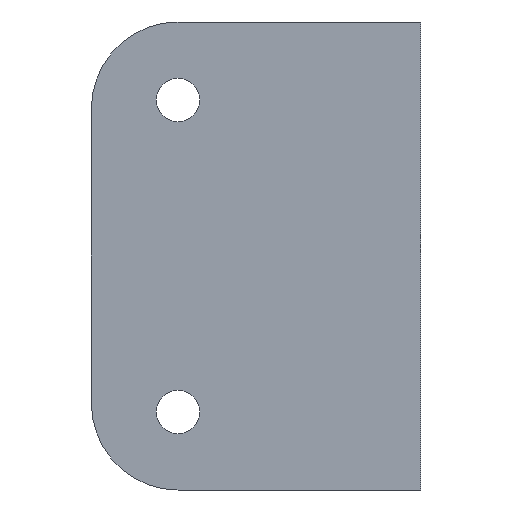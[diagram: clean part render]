
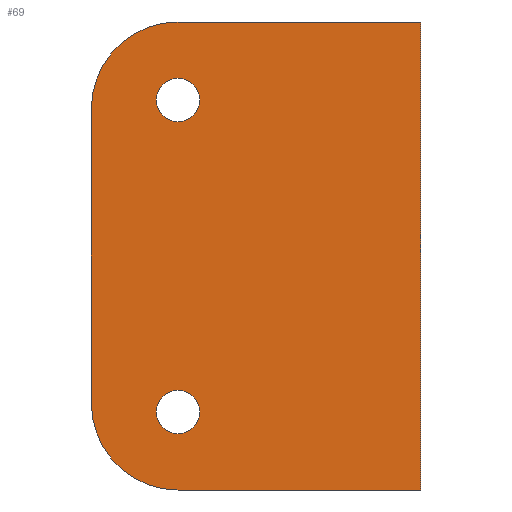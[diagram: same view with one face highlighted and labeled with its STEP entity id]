
A CAD part, front view. The second image highlights one B-rep face of the part: STEP entity #69.
In plain terms, the highlighted planar face has unit normal (0, -1, 0).
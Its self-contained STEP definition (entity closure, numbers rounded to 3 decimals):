
#18 = ORIENTED_EDGE ( 'NONE', *, *, #380, .F. ) ;
#32 = VERTEX_POINT ( 'NONE', #99 ) ;
#48 = ORIENTED_EDGE ( 'NONE', *, *, #137, .T. ) ;
#68 = DIRECTION ( 'NONE',  ( -1., 0., 0. ) ) ;
#69 = ADVANCED_FACE ( 'NONE', ( #743, #998, #829 ), #153, .T. ) ;
#73 = CARTESIAN_POINT ( 'NONE',  ( 10., 0., -54. ) ) ;
#80 = DIRECTION ( 'NONE',  ( 0., 1., 0. ) ) ;
#96 = EDGE_CURVE ( 'NONE', #32, #555, #231, .T. ) ;
#99 = CARTESIAN_POINT ( 'NONE',  ( 10., 0., -11.5 ) ) ;
#111 = EDGE_CURVE ( 'NONE', #132, #949, #463, .T. ) ;
#118 = EDGE_CURVE ( 'NONE', #627, #949, #169, .T. ) ;
#131 = CARTESIAN_POINT ( 'NONE',  ( 0., 0., 0. ) ) ;
#132 = VERTEX_POINT ( 'NONE', #295 ) ;
#137 = EDGE_CURVE ( 'NONE', #132, #506, #715, .T. ) ;
#147 = ORIENTED_EDGE ( 'NONE', *, *, #96, .T. ) ;
#153 = PLANE ( 'NONE',  #664 ) ;
#169 = CIRCLE ( 'NONE', #296, 10. ) ;
#222 = DIRECTION ( 'NONE',  ( 0., -1., 0. ) ) ;
#223 = EDGE_CURVE ( 'NONE', #555, #32, #310, .T. ) ;
#230 = DIRECTION ( 'NONE',  ( 0., 0., -1. ) ) ;
#231 = CIRCLE ( 'NONE', #749, 2.5 ) ;
#253 = CARTESIAN_POINT ( 'NONE',  ( 0., 0., 0. ) ) ;
#256 = DIRECTION ( 'NONE',  ( 1., 0., 0. ) ) ;
#264 = LINE ( 'NONE', #879, #939 ) ;
#273 = CARTESIAN_POINT ( 'NONE',  ( 38., 0., 0. ) ) ;
#289 = CARTESIAN_POINT ( 'NONE',  ( 10., 0., -44. ) ) ;
#295 = CARTESIAN_POINT ( 'NONE',  ( 0., 0., -44. ) ) ;
#296 = AXIS2_PLACEMENT_3D ( 'NONE', #681, #222, #835 ) ;
#310 = CIRCLE ( 'NONE', #856, 2.5 ) ;
#328 = CARTESIAN_POINT ( 'NONE',  ( 10., 0., -45. ) ) ;
#333 = ORIENTED_EDGE ( 'NONE', *, *, #376, .T. ) ;
#366 = EDGE_LOOP ( 'NONE', ( #741, #333 ) ) ;
#372 = ORIENTED_EDGE ( 'NONE', *, *, #118, .T. ) ;
#376 = EDGE_CURVE ( 'NONE', #813, #679, #615, .T. ) ;
#380 = EDGE_CURVE ( 'NONE', #627, #852, #492, .T. ) ;
#386 = CARTESIAN_POINT ( 'NONE',  ( 10., 0., -9. ) ) ;
#389 = DIRECTION ( 'NONE',  ( 0., -1., 0. ) ) ;
#391 = CARTESIAN_POINT ( 'NONE',  ( 0., 0., -10. ) ) ;
#419 = DIRECTION ( 'NONE',  ( 0., 1., 0. ) ) ;
#426 = CARTESIAN_POINT ( 'NONE',  ( 10., 0., -42.5 ) ) ;
#463 = LINE ( 'NONE', #131, #780 ) ;
#464 = CARTESIAN_POINT ( 'NONE',  ( 10., 0., -6.5 ) ) ;
#480 = EDGE_LOOP ( 'NONE', ( #881, #147 ) ) ;
#492 = LINE ( 'NONE', #253, #661 ) ;
#506 = VERTEX_POINT ( 'NONE', #73 ) ;
#508 = DIRECTION ( 'NONE',  ( 0., 0., -1. ) ) ;
#515 = DIRECTION ( 'NONE',  ( 0., 1., 0. ) ) ;
#521 = EDGE_CURVE ( 'NONE', #828, #506, #677, .T. ) ;
#530 = DIRECTION ( 'NONE',  ( 0., 0., -1. ) ) ;
#531 = CARTESIAN_POINT ( 'NONE',  ( 0., 0., -54. ) ) ;
#534 = DIRECTION ( 'NONE',  ( 0., 0., 1. ) ) ;
#537 = DIRECTION ( 'NONE',  ( 0., 0., 1. ) ) ;
#554 = AXIS2_PLACEMENT_3D ( 'NONE', #328, #419, #944 ) ;
#555 = VERTEX_POINT ( 'NONE', #464 ) ;
#571 = DIRECTION ( 'NONE',  ( 0., 0., 1. ) ) ;
#579 = CARTESIAN_POINT ( 'NONE',  ( 10., 0., -47.5 ) ) ;
#604 = CARTESIAN_POINT ( 'NONE',  ( 0., 0., 0. ) ) ;
#605 = CIRCLE ( 'NONE', #686, 2.5 ) ;
#615 = CIRCLE ( 'NONE', #554, 2.5 ) ;
#627 = VERTEX_POINT ( 'NONE', #960 ) ;
#653 = ORIENTED_EDGE ( 'NONE', *, *, #521, .F. ) ;
#661 = VECTOR ( 'NONE', #256, 1000. ) ;
#664 = AXIS2_PLACEMENT_3D ( 'NONE', #604, #389, #530 ) ;
#672 = EDGE_CURVE ( 'NONE', #679, #813, #605, .T. ) ;
#677 = LINE ( 'NONE', #531, #967 ) ;
#679 = VERTEX_POINT ( 'NONE', #426 ) ;
#681 = CARTESIAN_POINT ( 'NONE',  ( 10., 0., -10. ) ) ;
#686 = AXIS2_PLACEMENT_3D ( 'NONE', #724, #515, #571 ) ;
#715 = CIRCLE ( 'NONE', #986, 10. ) ;
#724 = CARTESIAN_POINT ( 'NONE',  ( 10., 0., -45. ) ) ;
#741 = ORIENTED_EDGE ( 'NONE', *, *, #672, .T. ) ;
#743 = FACE_BOUND ( 'NONE', #366, .T. ) ;
#749 = AXIS2_PLACEMENT_3D ( 'NONE', #899, #759, #839 ) ;
#751 = CARTESIAN_POINT ( 'NONE',  ( 38., 0., -54. ) ) ;
#755 = ORIENTED_EDGE ( 'NONE', *, *, #762, .F. ) ;
#759 = DIRECTION ( 'NONE',  ( 0., 1., 0. ) ) ;
#762 = EDGE_CURVE ( 'NONE', #852, #828, #264, .T. ) ;
#780 = VECTOR ( 'NONE', #534, 1000. ) ;
#813 = VERTEX_POINT ( 'NONE', #579 ) ;
#828 = VERTEX_POINT ( 'NONE', #751 ) ;
#829 = FACE_OUTER_BOUND ( 'NONE', #868, .T. ) ;
#835 = DIRECTION ( 'NONE',  ( 0., 0., -1. ) ) ;
#839 = DIRECTION ( 'NONE',  ( 0., 0., 1. ) ) ;
#852 = VERTEX_POINT ( 'NONE', #273 ) ;
#856 = AXIS2_PLACEMENT_3D ( 'NONE', #386, #80, #537 ) ;
#868 = EDGE_LOOP ( 'NONE', ( #895, #48, #653, #755, #18, #372 ) ) ;
#879 = CARTESIAN_POINT ( 'NONE',  ( 38., 0., 0. ) ) ;
#881 = ORIENTED_EDGE ( 'NONE', *, *, #223, .T. ) ;
#895 = ORIENTED_EDGE ( 'NONE', *, *, #111, .F. ) ;
#899 = CARTESIAN_POINT ( 'NONE',  ( 10., 0., -9. ) ) ;
#939 = VECTOR ( 'NONE', #508, 1000. ) ;
#944 = DIRECTION ( 'NONE',  ( 0., 0., 1. ) ) ;
#949 = VERTEX_POINT ( 'NONE', #391 ) ;
#960 = CARTESIAN_POINT ( 'NONE',  ( 10., 0., 0. ) ) ;
#967 = VECTOR ( 'NONE', #68, 1000. ) ;
#986 = AXIS2_PLACEMENT_3D ( 'NONE', #289, #993, #230 ) ;
#993 = DIRECTION ( 'NONE',  ( 0., -1., 0. ) ) ;
#998 = FACE_BOUND ( 'NONE', #480, .T. ) ;
